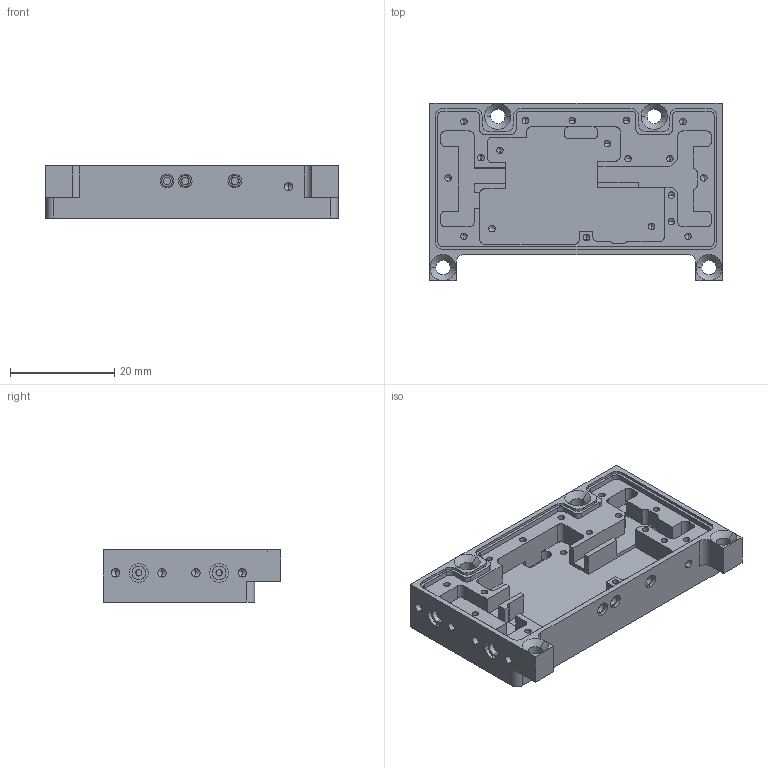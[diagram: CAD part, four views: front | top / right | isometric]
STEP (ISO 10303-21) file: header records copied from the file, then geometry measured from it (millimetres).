
FILE_DESCRIPTION (( 'STEP AP203' ), '1' );
FILE_NAME ('aw8_035_5521.STEP', '2020-07-21T04:52:22', ( 'zhang' ), ( '' ), 'SwSTEP 2.0', 'SolidWorks 2016', '' );
FILE_SCHEMA (( 'CONFIG_CONTROL_DESIGN' ));
Length unit declared in the file: millimetre
Products named in the file (1): aw8_035_5521
Bounding box: 56 x 34 x 10 mm (x, y, z)
Volume: 10416.1 mm3; surface area: 7291.5 mm2
Topology: 1 solids, 1 shells, 368 faces, 1008 edges, 623 vertices
Faces by surface type: cylinder 172, plane 132, cone 64
Entity records: 11438 total; most frequent: DIRECTION 2063, CARTESIAN_POINT 1978, ORIENTED_EDGE 1896, EDGE_CURVE 948, AXIS2_PLACEMENT_3D 754, VERTEX_POINT 621, LINE 555, VECTOR 555
